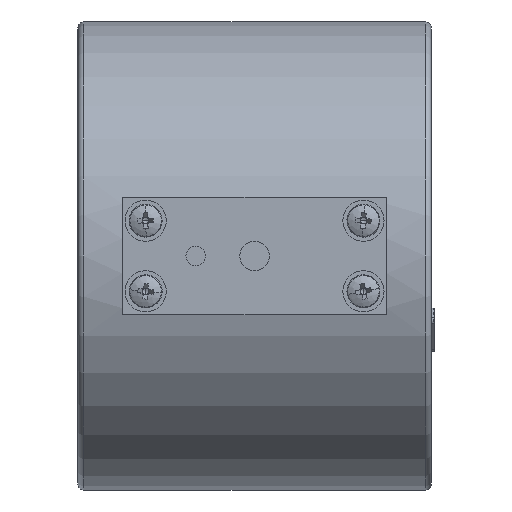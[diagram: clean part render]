
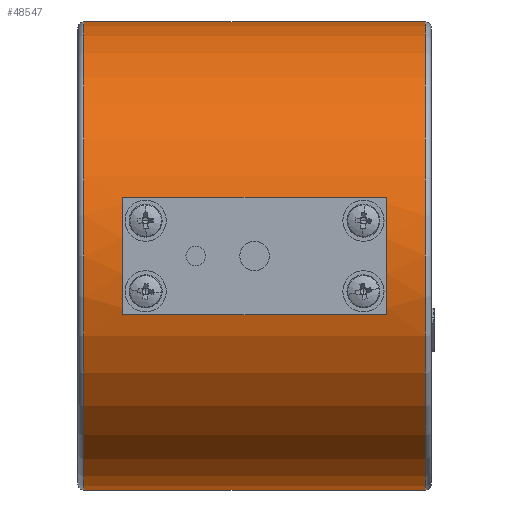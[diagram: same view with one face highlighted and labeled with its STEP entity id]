
A CAD part, front view. The second image highlights one B-rep face of the part: STEP entity #48547.
In plain terms, the highlighted cylindrical face has radius 39.75 mm (diameter 79.5 mm), a partial arc.
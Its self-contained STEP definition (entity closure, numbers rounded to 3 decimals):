
#5095 = EDGE_LOOP ( 'NONE', ( #54590, #54984, #55014, #54926 ) ) ;
#19937 = DIRECTION ( 'NONE',  ( 0., 0., 1. ) ) ;
#20020 = CARTESIAN_POINT ( 'NONE',  ( -29.089, 0., 0. ) ) ;
#20023 = DIRECTION ( 'NONE',  ( -1., 0., 0. ) ) ;
#43045 = AXIS2_PLACEMENT_3D ( 'NONE', #129764, #129766, #129768 ) ;
#43050 = AXIS2_PLACEMENT_3D ( 'NONE', #130014, #130015, #130017 ) ;
#43067 = AXIS2_PLACEMENT_3D ( 'NONE', #124114, #124117, #124120 ) ;
#43100 = AXIS2_PLACEMENT_3D ( 'NONE', #125434, #125437, #125442 ) ;
#45162 = EDGE_LOOP ( 'NONE', ( #54863, #54799, #54903, #54218 ) ) ;
#48547 = ADVANCED_FACE ( 'NONE', ( #81179, #81185 ), #81194, .T. ) ;
#54218 = ORIENTED_EDGE ( 'NONE', *, *, #114132, .F. ) ;
#54590 = ORIENTED_EDGE ( 'NONE', *, *, #114240, .F. ) ;
#54799 = ORIENTED_EDGE ( 'NONE', *, *, #114256, .T. ) ;
#54863 = ORIENTED_EDGE ( 'NONE', *, *, #114171, .F. ) ;
#54903 = ORIENTED_EDGE ( 'NONE', *, *, #114123, .T. ) ;
#54926 = ORIENTED_EDGE ( 'NONE', *, *, #114203, .F. ) ;
#54984 = ORIENTED_EDGE ( 'NONE', *, *, #114104, .T. ) ;
#55014 = ORIENTED_EDGE ( 'NONE', *, *, #114027, .T. ) ;
#55912 = LINE ( 'NONE', #129056, #55918 ) ;
#55918 = VECTOR ( 'NONE', #129076, 1000. ) ;
#55957 = CIRCLE ( 'NONE', #43045, 39.75 ) ;
#55968 = LINE ( 'NONE', #129840, #55969 ) ;
#55969 = VECTOR ( 'NONE', #129867, 1000. ) ;
#55970 = CIRCLE ( 'NONE', #43050, 39.75 ) ;
#55991 = LINE ( 'NONE', #130170, #55996 ) ;
#55996 = VECTOR ( 'NONE', #123726, 1000. ) ;
#56040 = CIRCLE ( 'NONE', #43067, 39.75 ) ;
#56098 = LINE ( 'NONE', #124500, #56100 ) ;
#56100 = VECTOR ( 'NONE', #124497, 1000. ) ;
#56115 = CIRCLE ( 'NONE', #43100, 39.75 ) ;
#81179 = FACE_OUTER_BOUND ( 'NONE', #5095, .T. ) ;
#81185 = FACE_BOUND ( 'NONE', #45162, .T. ) ;
#81194 = CYLINDRICAL_SURFACE ( 'NONE', #125534, 39.75 ) ;
#114027 = EDGE_CURVE ( 'NONE', #127449, #127415, #55912, .T. ) ;
#114104 = EDGE_CURVE ( 'NONE', #127451, #127449, #55957, .T. ) ;
#114123 = EDGE_CURVE ( 'NONE', #124209, #124211, #55968, .T. ) ;
#114132 = EDGE_CURVE ( 'NONE', #124195, #124211, #55970, .T. ) ;
#114171 = EDGE_CURVE ( 'NONE', #124192, #124195, #55991, .T. ) ;
#114203 = EDGE_CURVE ( 'NONE', #127422, #127415, #56040, .T. ) ;
#114240 = EDGE_CURVE ( 'NONE', #127451, #127422, #56098, .T. ) ;
#114256 = EDGE_CURVE ( 'NONE', #124192, #124209, #56115, .T. ) ;
#123726 = DIRECTION ( 'NONE',  ( -1., 0., 0. ) ) ;
#124114 = CARTESIAN_POINT ( 'NONE',  ( 1., 0., 0. ) ) ;
#124117 = DIRECTION ( 'NONE',  ( -1., 0., 0. ) ) ;
#124120 = DIRECTION ( 'NONE',  ( 0., 0., 1. ) ) ;
#124192 = VERTEX_POINT ( 'NONE', #131371 ) ;
#124195 = VERTEX_POINT ( 'NONE', #131373 ) ;
#124209 = VERTEX_POINT ( 'NONE', #131379 ) ;
#124211 = VERTEX_POINT ( 'NONE', #131381 ) ;
#124497 = DIRECTION ( 'NONE',  ( -1., 0., 0. ) ) ;
#124500 = CARTESIAN_POINT ( 'NONE',  ( -29.089, 0., -39.75 ) ) ;
#125434 = CARTESIAN_POINT ( 'NONE',  ( 52.5, 0., 0. ) ) ;
#125437 = DIRECTION ( 'NONE',  ( 1., 0., 0. ) ) ;
#125442 = DIRECTION ( 'NONE',  ( 0., 0., -1. ) ) ;
#125534 = AXIS2_PLACEMENT_3D ( 'NONE', #20020, #20023, #19937 ) ;
#127415 = VERTEX_POINT ( 'NONE', #131393 ) ;
#127422 = VERTEX_POINT ( 'NONE', #131409 ) ;
#127449 = VERTEX_POINT ( 'NONE', #131425 ) ;
#127451 = VERTEX_POINT ( 'NONE', #131427 ) ;
#129056 = CARTESIAN_POINT ( 'NONE',  ( -29.089, 0., 39.75 ) ) ;
#129076 = DIRECTION ( 'NONE',  ( -1., 0., 0. ) ) ;
#129764 = CARTESIAN_POINT ( 'NONE',  ( 59., 0., 0. ) ) ;
#129766 = DIRECTION ( 'NONE',  ( -1., 0., 0. ) ) ;
#129768 = DIRECTION ( 'NONE',  ( 0., 0., 1. ) ) ;
#129840 = CARTESIAN_POINT ( 'NONE',  ( 52.5, -38.75, -8.86 ) ) ;
#129867 = DIRECTION ( 'NONE',  ( -1., 0., 0. ) ) ;
#130014 = CARTESIAN_POINT ( 'NONE',  ( 7.5, 0., 0. ) ) ;
#130015 = DIRECTION ( 'NONE',  ( 1., 0., 0. ) ) ;
#130017 = DIRECTION ( 'NONE',  ( 0., 0., -1. ) ) ;
#130170 = CARTESIAN_POINT ( 'NONE',  ( 52.5, -38.75, 8.86 ) ) ;
#131371 = CARTESIAN_POINT ( 'NONE',  ( 52.5, -38.75, 8.86 ) ) ;
#131373 = CARTESIAN_POINT ( 'NONE',  ( 7.5, -38.75, 8.86 ) ) ;
#131379 = CARTESIAN_POINT ( 'NONE',  ( 52.5, -38.75, -8.86 ) ) ;
#131381 = CARTESIAN_POINT ( 'NONE',  ( 7.5, -38.75, -8.86 ) ) ;
#131393 = CARTESIAN_POINT ( 'NONE',  ( 1., 0., 39.75 ) ) ;
#131409 = CARTESIAN_POINT ( 'NONE',  ( 1., 0., -39.75 ) ) ;
#131425 = CARTESIAN_POINT ( 'NONE',  ( 59., 0., 39.75 ) ) ;
#131427 = CARTESIAN_POINT ( 'NONE',  ( 59., 0., -39.75 ) ) ;
